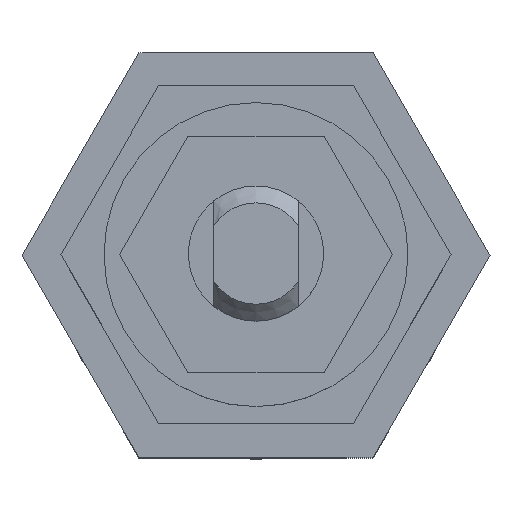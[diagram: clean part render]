
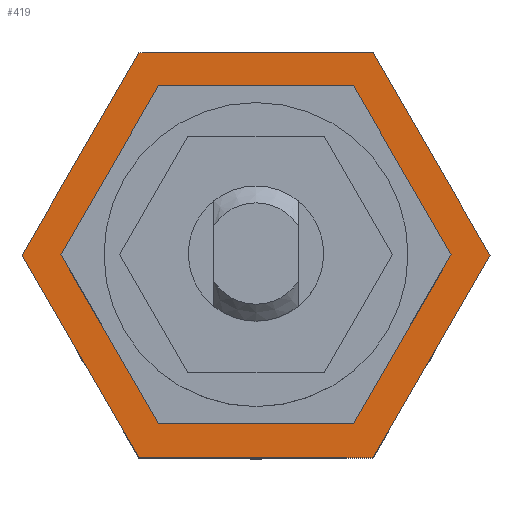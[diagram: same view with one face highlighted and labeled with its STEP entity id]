
A CAD part, top view. The second image highlights one B-rep face of the part: STEP entity #419.
In plain terms, the highlighted planar face has unit normal (0, 0, 1).
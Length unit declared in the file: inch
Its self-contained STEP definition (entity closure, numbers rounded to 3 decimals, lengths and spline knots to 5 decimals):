
#139=CARTESIAN_POINT('',(-0.46875,0.,-1.125));
#140=VERTEX_POINT('',#139);
#156=CARTESIAN_POINT('',(0.46875,0.,-1.125));
#157=VERTEX_POINT('',#156);
#164=CARTESIAN_POINT('',(0.0,0.,-1.125));
#165=DIRECTION('',(0.0,0.0,-1.0));
#166=DIRECTION('',(-1.0,0.0,0.0));
#167=AXIS2_PLACEMENT_3D('',#164,#165,#166);
#168=CIRCLE('',#167,0.46875);
#169=EDGE_CURVE('',#140,#157,#168,.T.);
#180=CARTESIAN_POINT('',(0.0,0.,-1.125));
#181=DIRECTION('',(0.0,0.0,-1.0));
#182=DIRECTION('',(-1.0,0.0,0.0));
#183=AXIS2_PLACEMENT_3D('',#180,#181,#182);
#184=CIRCLE('',#183,0.46875);
#185=EDGE_CURVE('',#157,#140,#184,.T.);
#213=CARTESIAN_POINT('',(-0.43301,-0.75,-1.125));
#214=VERTEX_POINT('',#213);
#221=CARTESIAN_POINT('',(-0.86603,0.,-1.125));
#222=VERTEX_POINT('',#221);
#223=CARTESIAN_POINT('',(-0.86603,0.,-1.125));
#224=DIRECTION('',(0.5,-0.866,0.0));
#225=VECTOR('',#224,0.86603);
#226=LINE('',#223,#225);
#227=EDGE_CURVE('',#222,#214,#226,.T.);
#251=CARTESIAN_POINT('',(0.43301,-0.75,-1.125));
#252=VERTEX_POINT('',#251);
#259=CARTESIAN_POINT('',(-0.43301,-0.75,-1.125));
#260=DIRECTION('',(1.0,0.0,0.0));
#261=VECTOR('',#260,0.86603);
#262=LINE('',#259,#261);
#263=EDGE_CURVE('',#214,#252,#262,.T.);
#282=CARTESIAN_POINT('',(0.86603,0.,-1.125));
#283=VERTEX_POINT('',#282);
#290=CARTESIAN_POINT('',(0.43301,-0.75,-1.125));
#291=DIRECTION('',(0.5,0.866,0.0));
#292=VECTOR('',#291,0.86603);
#293=LINE('',#290,#292);
#294=EDGE_CURVE('',#252,#283,#293,.T.);
#313=CARTESIAN_POINT('',(0.43301,0.75,-1.125));
#314=VERTEX_POINT('',#313);
#321=CARTESIAN_POINT('',(0.86603,0.,-1.125));
#322=DIRECTION('',(-0.5,0.866,0.0));
#323=VECTOR('',#322,0.86603);
#324=LINE('',#321,#323);
#325=EDGE_CURVE('',#283,#314,#324,.T.);
#344=CARTESIAN_POINT('',(-0.43301,0.75,-1.125));
#345=VERTEX_POINT('',#344);
#352=CARTESIAN_POINT('',(0.43301,0.75,-1.125));
#353=DIRECTION('',(-1.0,0.0,0.0));
#354=VECTOR('',#353,0.86603);
#355=LINE('',#352,#354);
#356=EDGE_CURVE('',#314,#345,#355,.T.);
#374=CARTESIAN_POINT('',(-0.43301,0.75,-1.125));
#375=DIRECTION('',(-0.5,-0.866,0.0));
#376=VECTOR('',#375,0.86603);
#377=LINE('',#374,#376);
#378=EDGE_CURVE('',#345,#222,#377,.T.);
#402=CARTESIAN_POINT('',(0.0,0.,-1.125));
#403=DIRECTION('',(0.0,0.0,-1.0));
#404=DIRECTION('',(-1.0,0.0,0.0));
#405=AXIS2_PLACEMENT_3D('',#402,#403,#404);
#406=PLANE('',#405);
#407=ORIENTED_EDGE('',*,*,#378,.T.);
#408=ORIENTED_EDGE('',*,*,#227,.T.);
#409=ORIENTED_EDGE('',*,*,#263,.T.);
#410=ORIENTED_EDGE('',*,*,#294,.T.);
#411=ORIENTED_EDGE('',*,*,#325,.T.);
#412=ORIENTED_EDGE('',*,*,#356,.T.);
#413=EDGE_LOOP('',(#407,#408,#409,#410,#411,#412));
#414=FACE_OUTER_BOUND('',#413,.T.);
#415=ORIENTED_EDGE('',*,*,#169,.T.);
#416=ORIENTED_EDGE('',*,*,#185,.T.);
#417=EDGE_LOOP('',(#415,#416));
#418=FACE_BOUND('',#417,.T.);
#419=ADVANCED_FACE('',(#414,#418),#406,.F.);
